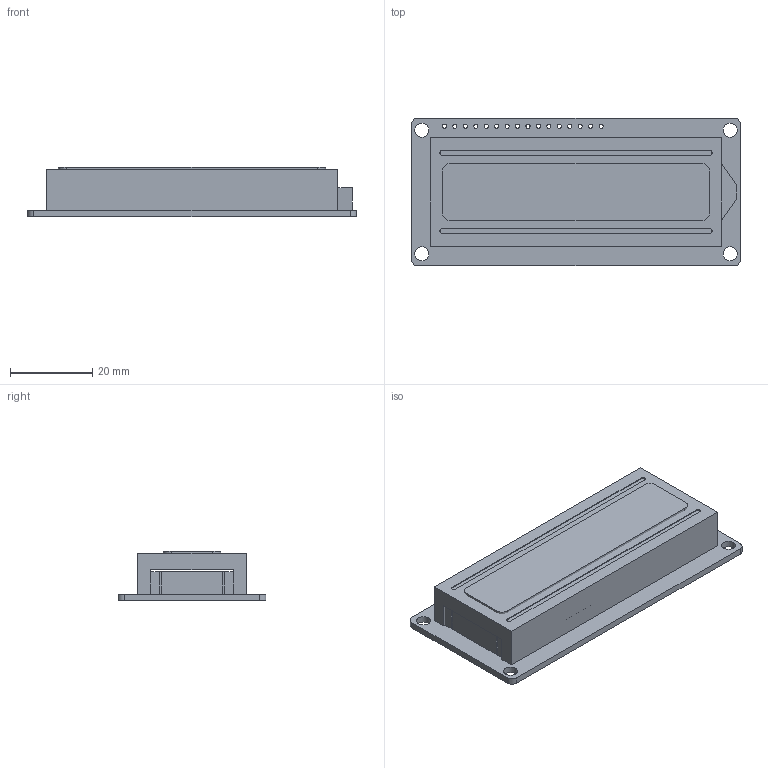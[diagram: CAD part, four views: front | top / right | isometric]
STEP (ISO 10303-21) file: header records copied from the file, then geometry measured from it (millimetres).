
FILE_DESCRIPTION(('FreeCAD Model'),'2;1');
FILE_NAME('Open CASCADE Shape Model','2025-11-28T00:25:01',('Author'),( ''),'Open CASCADE STEP processor 7.8','FreeCAD','Unknown');
FILE_SCHEMA(('AUTOMOTIVE_DESIGN { 1 0 10303 214 1 1 1 1 }'));
Length unit declared in the file: millimetre
Products named in the file (5): Display_LCD16x2; Body; Body001; Body002; Body003
Assembly tree (4 placements, depth 2):
  Display_LCD16x2
    Body
    Body001
    Body002
    Body003
Bounding box: 80 x 36 x 12.1 mm (x, y, z)
Volume: 23241.4 mm3; surface area: 20164.8 mm2
Topology: 4 solids, 4 shells, 100 faces, 270 edges, 180 vertices
Faces by surface type: plane 68, cylinder 32
Full cylindrical faces by diameter (mm): 1 x16, 3.4 x4
Entity records: 3339 total; most frequent: CARTESIAN_POINT 555, DIRECTION 544, ORIENTED_EDGE 540, EDGE_CURVE 270, LINE 206, VECTOR 206, VERTEX_POINT 180, AXIS2_PLACEMENT_3D 169
